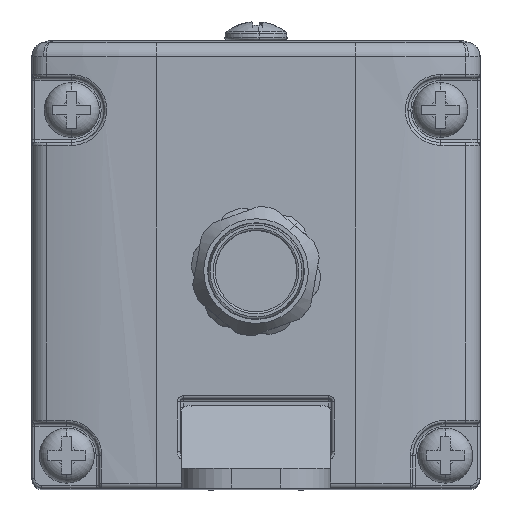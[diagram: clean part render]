
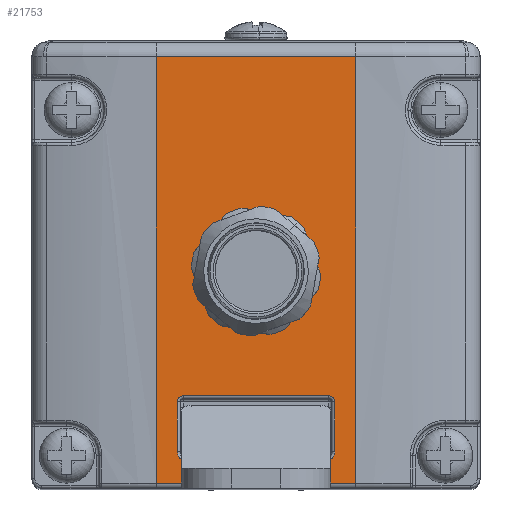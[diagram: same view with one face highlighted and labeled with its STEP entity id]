
A CAD part, top view. The second image highlights one B-rep face of the part: STEP entity #21753.
In plain terms, the highlighted planar face has unit normal (0, 0, 1).
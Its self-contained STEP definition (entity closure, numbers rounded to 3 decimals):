
#119 = CARTESIAN_POINT ( 'NONE',  ( -10., 20.849, 7. ) ) ;
#174 = EDGE_LOOP ( 'NONE', ( #16388, #24469, #13196, #11835 ) ) ;
#225 = LINE ( 'NONE', #17053, #3583 ) ;
#1586 = EDGE_CURVE ( 'NONE', #5613, #11305, #19464, .T. ) ;
#1682 = CIRCLE ( 'NONE', #19093, 0.6 ) ;
#1817 = VECTOR ( 'NONE', #20498, 1000. ) ;
#2663 = AXIS2_PLACEMENT_3D ( 'NONE', #29592, #10769, #30203 ) ;
#2881 = EDGE_CURVE ( 'NONE', #24195, #9527, #29810, .T. ) ;
#3240 = LINE ( 'NONE', #5570, #22066 ) ;
#3300 = ORIENTED_EDGE ( 'NONE', *, *, #14005, .T. ) ;
#3406 = CARTESIAN_POINT ( 'NONE',  ( 0., 20.849, 7. ) ) ;
#3583 = VECTOR ( 'NONE', #9751, 1000. ) ;
#3887 = VERTEX_POINT ( 'NONE', #11376 ) ;
#4640 = AXIS2_PLACEMENT_3D ( 'NONE', #13771, #29942, #11435 ) ;
#4721 = VECTOR ( 'NONE', #27173, 1000. ) ;
#5222 = AXIS2_PLACEMENT_3D ( 'NONE', #16865, #11737, #11581 ) ;
#5362 = DIRECTION ( 'NONE',  ( 1., 0., 0. ) ) ;
#5570 = CARTESIAN_POINT ( 'NONE',  ( -7.3, -19.624, 7. ) ) ;
#5613 = VERTEX_POINT ( 'NONE', #24523 ) ;
#5999 = LINE ( 'NONE', #18332, #1817 ) ;
#6039 = CARTESIAN_POINT ( 'NONE',  ( 7.9, 0., 7. ) ) ;
#6362 = DIRECTION ( 'NONE',  ( 0., -1., 0. ) ) ;
#6526 = EDGE_CURVE ( 'NONE', #19616, #18455, #16144, .T. ) ;
#6733 = CIRCLE ( 'NONE', #5222, 5.3 ) ;
#6785 = CARTESIAN_POINT ( 'NONE',  ( 7.9, -18.776, 7. ) ) ;
#6833 = EDGE_CURVE ( 'NONE', #5613, #19963, #225, .T. ) ;
#7104 = VECTOR ( 'NONE', #15911, 1000. ) ;
#7120 = CARTESIAN_POINT ( 'NONE',  ( -7.9, -18.776, 7. ) ) ;
#7190 = VECTOR ( 'NONE', #7627, 1000. ) ;
#7627 = DIRECTION ( 'NONE',  ( -1., 0., 0. ) ) ;
#7746 = CARTESIAN_POINT ( 'NONE',  ( -7.3, -19.624, 7. ) ) ;
#8106 = EDGE_CURVE ( 'NONE', #13825, #13132, #19081, .T. ) ;
#9431 = DIRECTION ( 'NONE',  ( 0., 0., -1. ) ) ;
#9455 = CARTESIAN_POINT ( 'NONE',  ( -5.3, -0.7, 7. ) ) ;
#9457 = EDGE_CURVE ( 'NONE', #25793, #24195, #10735, .T. ) ;
#9527 = VERTEX_POINT ( 'NONE', #13679 ) ;
#9751 = DIRECTION ( 'NONE',  ( 0., -1., 0. ) ) ;
#9862 = EDGE_CURVE ( 'NONE', #17022, #10884, #5999, .T. ) ;
#9900 = CARTESIAN_POINT ( 'NONE',  ( 7.9, -13.8, 7. ) ) ;
#10518 = LINE ( 'NONE', #27318, #4721 ) ;
#10735 = LINE ( 'NONE', #6039, #19211 ) ;
#10769 = DIRECTION ( 'NONE',  ( 0., 0., -1. ) ) ;
#10884 = VERTEX_POINT ( 'NONE', #19898 ) ;
#11147 = CIRCLE ( 'NONE', #4640, 0.6 ) ;
#11305 = VERTEX_POINT ( 'NONE', #119 ) ;
#11376 = CARTESIAN_POINT ( 'NONE',  ( -10., -22., 7. ) ) ;
#11435 = DIRECTION ( 'NONE',  ( 1., 0., 0. ) ) ;
#11581 = DIRECTION ( 'NONE',  ( 1., 0., 0. ) ) ;
#11737 = DIRECTION ( 'NONE',  ( 0., 0., -1. ) ) ;
#11835 = ORIENTED_EDGE ( 'NONE', *, *, #1586, .T. ) ;
#12079 = FACE_BOUND ( 'NONE', #12242, .T. ) ;
#12242 = EDGE_LOOP ( 'NONE', ( #21336, #22183, #24428, #26709, #30716, #26171, #3300, #17457 ) ) ;
#13132 = VERTEX_POINT ( 'NONE', #9455 ) ;
#13196 = ORIENTED_EDGE ( 'NONE', *, *, #6833, .F. ) ;
#13679 = CARTESIAN_POINT ( 'NONE',  ( 7.3, -19.624, 7. ) ) ;
#13771 = CARTESIAN_POINT ( 'NONE',  ( 7.3, -13.8, 7. ) ) ;
#13814 = CARTESIAN_POINT ( 'NONE',  ( -7.3, -19.624, 7. ) ) ;
#13825 = VERTEX_POINT ( 'NONE', #20743 ) ;
#13850 = CARTESIAN_POINT ( 'NONE',  ( 7.9, -18.776, 7. ) ) ;
#13951 = DIRECTION ( 'NONE',  ( 1., 0., 0. ) ) ;
#14005 = EDGE_CURVE ( 'NONE', #9527, #29597, #3240, .T. ) ;
#14096 = AXIS2_PLACEMENT_3D ( 'NONE', #21585, #28564, #5362 ) ;
#14298 = EDGE_LOOP ( 'NONE', ( #16236, #20534 ) ) ;
#14422 = CARTESIAN_POINT ( 'NONE',  ( 7.3, -13.2, 7. ) ) ;
#14425 = FACE_BOUND ( 'NONE', #14298, .T. ) ;
#14550 = VECTOR ( 'NONE', #13951, 1000. ) ;
#14800 = CARTESIAN_POINT ( 'NONE',  ( 10., -22., 7. ) ) ;
#15911 = DIRECTION ( 'NONE',  ( 0., -1., 0. ) ) ;
#16144 = LINE ( 'NONE', #21123, #14550 ) ;
#16236 = ORIENTED_EDGE ( 'NONE', *, *, #8106, .T. ) ;
#16265 = CARTESIAN_POINT ( 'NONE',  ( -7.3, -13.2, 7. ) ) ;
#16388 = ORIENTED_EDGE ( 'NONE', *, *, #21212, .T. ) ;
#16865 = CARTESIAN_POINT ( 'NONE',  ( 0., -0.7, 7. ) ) ;
#17022 = VERTEX_POINT ( 'NONE', #29997 ) ;
#17053 = CARTESIAN_POINT ( 'NONE',  ( 10., 22.5, 7. ) ) ;
#17088 = CARTESIAN_POINT ( 'NONE',  ( -7.9, -19.273, 7. ) ) ;
#17218 = FACE_OUTER_BOUND ( 'NONE', #174, .T. ) ;
#17457 = ORIENTED_EDGE ( 'NONE', *, *, #20322, .T. ) ;
#17475 = EDGE_CURVE ( 'NONE', #3887, #19963, #10518, .T. ) ;
#18332 = CARTESIAN_POINT ( 'NONE',  ( -7.9, -13.8, 7. ) ) ;
#18455 = VERTEX_POINT ( 'NONE', #14422 ) ;
#19081 = CIRCLE ( 'NONE', #2663, 5.3 ) ;
#19093 = AXIS2_PLACEMENT_3D ( 'NONE', #23444, #9431, #26236 ) ;
#19211 = VECTOR ( 'NONE', #6362, 1000. ) ;
#19250 = PLANE ( 'NONE',  #14096 ) ;
#19464 = LINE ( 'NONE', #3406, #7190 ) ;
#19616 = VERTEX_POINT ( 'NONE', #16265 ) ;
#19898 = CARTESIAN_POINT ( 'NONE',  ( -7.9, -13.8, 7. ) ) ;
#19963 = VERTEX_POINT ( 'NONE', #14800 ) ;
#20079 = DIRECTION ( 'NONE',  ( -1., 0., 0. ) ) ;
#20263 = CARTESIAN_POINT ( 'NONE',  ( 7.651, -19.624, 7. ) ) ;
#20322 = EDGE_CURVE ( 'NONE', #29597, #17022, #24549, .T. ) ;
#20498 = DIRECTION ( 'NONE',  ( 0., 1., 0. ) ) ;
#20534 = ORIENTED_EDGE ( 'NONE', *, *, #28893, .T. ) ;
#20743 = CARTESIAN_POINT ( 'NONE',  ( 5.3, -0.7, 7. ) ) ;
#21123 = CARTESIAN_POINT ( 'NONE',  ( 7.3, -13.2, 7. ) ) ;
#21212 = EDGE_CURVE ( 'NONE', #11305, #3887, #30217, .T. ) ;
#21336 = ORIENTED_EDGE ( 'NONE', *, *, #9862, .T. ) ;
#21585 = CARTESIAN_POINT ( 'NONE',  ( 0., 0., 7. ) ) ;
#21753 = ADVANCED_FACE ( 'NONE', ( #12079, #14425, #17218 ), #19250, .T. ) ;
#22066 = VECTOR ( 'NONE', #20079, 1000. ) ;
#22134 = EDGE_CURVE ( 'NONE', #18455, #25793, #11147, .T. ) ;
#22183 = ORIENTED_EDGE ( 'NONE', *, *, #27398, .T. ) ;
#23352 = CARTESIAN_POINT ( 'NONE',  ( 7.9, -19.273, 7. ) ) ;
#23444 = CARTESIAN_POINT ( 'NONE',  ( -7.3, -13.8, 7. ) ) ;
#24195 = VERTEX_POINT ( 'NONE', #6785 ) ;
#24428 = ORIENTED_EDGE ( 'NONE', *, *, #6526, .T. ) ;
#24469 = ORIENTED_EDGE ( 'NONE', *, *, #17475, .T. ) ;
#24523 = CARTESIAN_POINT ( 'NONE',  ( 10., 20.849, 7. ) ) ;
#24549 =( BOUNDED_CURVE ( )  B_SPLINE_CURVE ( 3, ( #7746, #26726, #17088, #7120 ),
 .UNSPECIFIED., .F., .F. ) 
 B_SPLINE_CURVE_WITH_KNOTS ( ( 4, 4 ),
 ( 0., 1.571 ),
 .UNSPECIFIED. ) 
 CURVE ( )  GEOMETRIC_REPRESENTATION_ITEM ( )  RATIONAL_B_SPLINE_CURVE ( ( 1., 0.805, 0.805, 1. ) ) 
 REPRESENTATION_ITEM ( '' )  );
#25077 = CARTESIAN_POINT ( 'NONE',  ( 7.3, -19.624, 7. ) ) ;
#25793 = VERTEX_POINT ( 'NONE', #9900 ) ;
#26171 = ORIENTED_EDGE ( 'NONE', *, *, #2881, .T. ) ;
#26236 = DIRECTION ( 'NONE',  ( 1., 0., 0. ) ) ;
#26709 = ORIENTED_EDGE ( 'NONE', *, *, #22134, .T. ) ;
#26726 = CARTESIAN_POINT ( 'NONE',  ( -7.651, -19.624, 7. ) ) ;
#27173 = DIRECTION ( 'NONE',  ( 1., 0., 0. ) ) ;
#27318 = CARTESIAN_POINT ( 'NONE',  ( 10., -22., 7. ) ) ;
#27398 = EDGE_CURVE ( 'NONE', #10884, #19616, #1682, .T. ) ;
#27578 = CARTESIAN_POINT ( 'NONE',  ( -10., 22.5, 7. ) ) ;
#28564 = DIRECTION ( 'NONE',  ( 0., 0., 1. ) ) ;
#28893 = EDGE_CURVE ( 'NONE', #13132, #13825, #6733, .T. ) ;
#29592 = CARTESIAN_POINT ( 'NONE',  ( 0., -0.7, 7. ) ) ;
#29597 = VERTEX_POINT ( 'NONE', #13814 ) ;
#29810 =( BOUNDED_CURVE ( )  B_SPLINE_CURVE ( 3, ( #13850, #23352, #20263, #25077 ),
 .UNSPECIFIED., .F., .F. ) 
 B_SPLINE_CURVE_WITH_KNOTS ( ( 4, 4 ),
 ( 1.571, 3.142 ),
 .UNSPECIFIED. ) 
 CURVE ( )  GEOMETRIC_REPRESENTATION_ITEM ( )  RATIONAL_B_SPLINE_CURVE ( ( 1., 0.805, 0.805, 1. ) ) 
 REPRESENTATION_ITEM ( '' )  );
#29942 = DIRECTION ( 'NONE',  ( 0., 0., -1. ) ) ;
#29997 = CARTESIAN_POINT ( 'NONE',  ( -7.9, -18.776, 7. ) ) ;
#30203 = DIRECTION ( 'NONE',  ( 1., 0., 0. ) ) ;
#30217 = LINE ( 'NONE', #27578, #7104 ) ;
#30716 = ORIENTED_EDGE ( 'NONE', *, *, #9457, .T. ) ;
